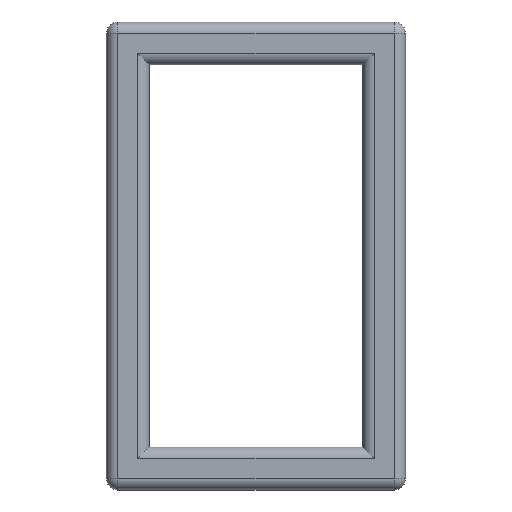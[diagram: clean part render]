
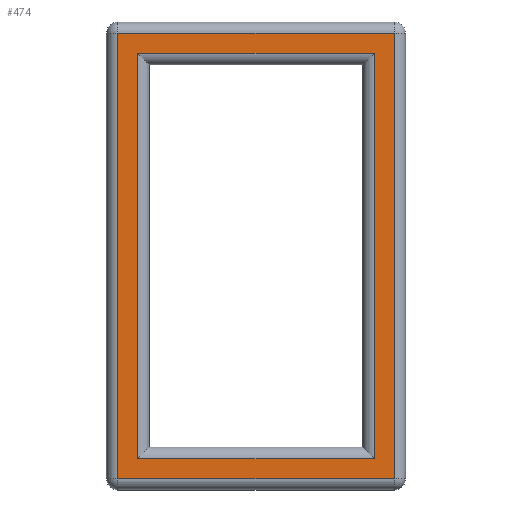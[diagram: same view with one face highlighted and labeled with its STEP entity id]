
A CAD part, top view. The second image highlights one B-rep face of the part: STEP entity #474.
In plain terms, the highlighted planar face has unit normal (0, 0, 1).
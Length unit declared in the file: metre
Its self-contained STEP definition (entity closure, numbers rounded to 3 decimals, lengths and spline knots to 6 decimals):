
#92=ORIENTED_EDGE('',*,*,#212,.T.);
#93=ORIENTED_EDGE('',*,*,#213,.T.);
#94=ORIENTED_EDGE('',*,*,#214,.T.);
#95=ORIENTED_EDGE('',*,*,#215,.T.);
#96=ORIENTED_EDGE('',*,*,#216,.T.);
#97=ORIENTED_EDGE('',*,*,#217,.T.);
#98=ORIENTED_EDGE('',*,*,#218,.T.);
#99=ORIENTED_EDGE('',*,*,#219,.T.);
#212=EDGE_CURVE('',#268,#269,#308,.F.);
#213=EDGE_CURVE('',#269,#270,#309,.F.);
#214=EDGE_CURVE('',#270,#271,#310,.T.);
#215=EDGE_CURVE('',#271,#268,#311,.T.);
#216=EDGE_CURVE('',#272,#273,#312,.F.);
#217=EDGE_CURVE('',#273,#274,#313,.F.);
#218=EDGE_CURVE('',#274,#275,#314,.T.);
#219=EDGE_CURVE('',#275,#272,#315,.T.);
#268=VERTEX_POINT('',#788);
#269=VERTEX_POINT('',#789);
#270=VERTEX_POINT('',#791);
#271=VERTEX_POINT('',#793);
#272=VERTEX_POINT('',#796);
#273=VERTEX_POINT('',#797);
#274=VERTEX_POINT('',#799);
#275=VERTEX_POINT('',#801);
#308=LINE('',#787,#344);
#309=LINE('',#790,#345);
#310=LINE('',#792,#346);
#311=LINE('',#794,#347);
#312=LINE('',#795,#348);
#313=LINE('',#798,#349);
#314=LINE('',#800,#350);
#315=LINE('',#802,#351);
#344=VECTOR('',#627,1.);
#345=VECTOR('',#628,1.);
#346=VECTOR('',#629,1.);
#347=VECTOR('',#630,1.);
#348=VECTOR('',#631,1.);
#349=VECTOR('',#632,1.);
#350=VECTOR('',#633,1.);
#351=VECTOR('',#634,1.);
#372=EDGE_LOOP('',(#92,#93,#94,#95));
#373=EDGE_LOOP('',(#96,#97,#98,#99));
#416=FACE_BOUND('',#372,.T.);
#417=FACE_BOUND('',#373,.T.);
#456=PLANE('',#529);
#474=ADVANCED_FACE('',(#416,#417),#456,.T.);
#529=AXIS2_PLACEMENT_3D('',#786,#625,#626);
#625=DIRECTION('',(0.,0.,1.));
#626=DIRECTION('',(1.,0.,0.));
#627=DIRECTION('',(1.,0.,0.));
#628=DIRECTION('',(0.,1.,0.));
#629=DIRECTION('',(1.,0.,0.));
#630=DIRECTION('',(0.,1.,0.));
#631=DIRECTION('',(0.,1.,0.));
#632=DIRECTION('',(1.,0.,0.));
#633=DIRECTION('',(0.,1.,0.));
#634=DIRECTION('',(1.,0.,0.));
#786=CARTESIAN_POINT('',(0.,0.,0.016));
#787=CARTESIAN_POINT('',(0.,0.04937,0.016));
#788=CARTESIAN_POINT('',(0.030638,0.04937,0.016));
#789=CARTESIAN_POINT('',(-0.030638,0.04937,0.016));
#790=CARTESIAN_POINT('',(-0.030638,0.,0.016));
#791=CARTESIAN_POINT('',(-0.030638,-0.04937,0.016));
#792=CARTESIAN_POINT('',(0.030638,-0.04937,0.016));
#793=CARTESIAN_POINT('',(0.030638,-0.04937,0.016));
#794=CARTESIAN_POINT('',(0.030638,0.04937,0.016));
#795=CARTESIAN_POINT('',(0.026218,0.,0.016));
#796=CARTESIAN_POINT('',(0.026218,0.04495,0.016));
#797=CARTESIAN_POINT('',(0.026218,-0.04495,0.016));
#798=CARTESIAN_POINT('',(0.,-0.04495,0.016));
#799=CARTESIAN_POINT('',(-0.026218,-0.04495,0.016));
#800=CARTESIAN_POINT('',(-0.026218,0.04241,0.016));
#801=CARTESIAN_POINT('',(-0.026218,0.04495,0.016));
#802=CARTESIAN_POINT('',(0.023678,0.04495,0.016));
